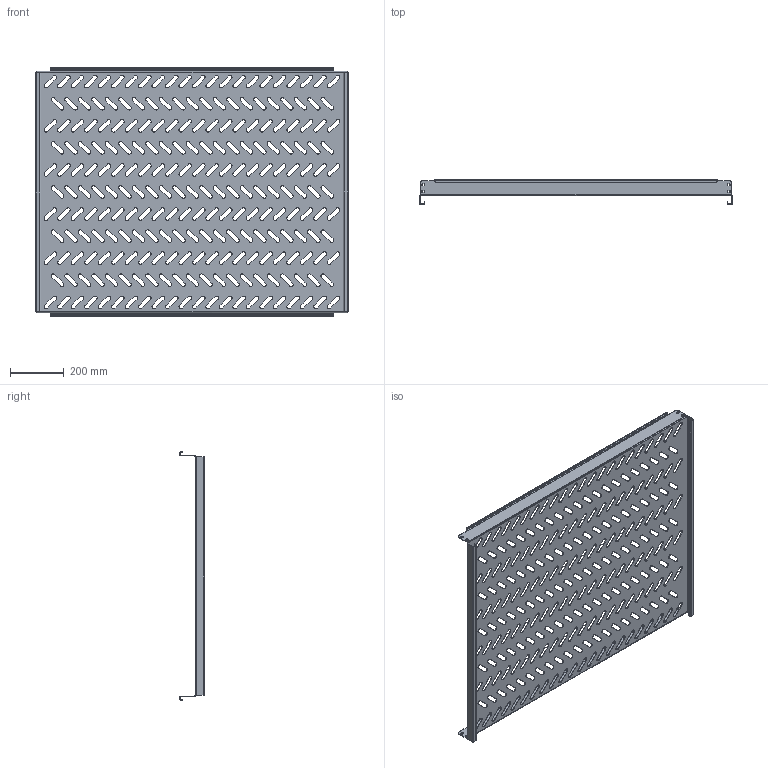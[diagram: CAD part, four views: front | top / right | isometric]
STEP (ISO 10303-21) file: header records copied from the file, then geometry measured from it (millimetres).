
FILE_DESCRIPTION (( 'STEP AP214' ), '1' );
FILE_NAME ('945.302.STEP', '2024-09-25T10:01:00', ( '' ), ( '' ), 'SwSTEP 2.0', 'SolidWorks 2021', '' );
FILE_SCHEMA (( 'AUTOMOTIVE_DESIGN' ));
Length unit declared in the file: millimetre
Products named in the file (1): 945.302
Bounding box: 1160 x 90 x 920 mm (x, y, z)
Volume: 2189647.1 mm3; surface area: 2264345.3 mm2
Topology: 1 solids, 1 shells, 1347 faces, 3947 edges, 2602 vertices
Faces by surface type: cylinder 771, plane 568, bspline 8
Entity records: 46569 total; most frequent: CARTESIAN_POINT 8397, DIRECTION 8129, ORIENTED_EDGE 7894, EDGE_CURVE 3947, AXIS2_PLACEMENT_3D 2882, VERTEX_POINT 2602, LINE 2365, VECTOR 2365
